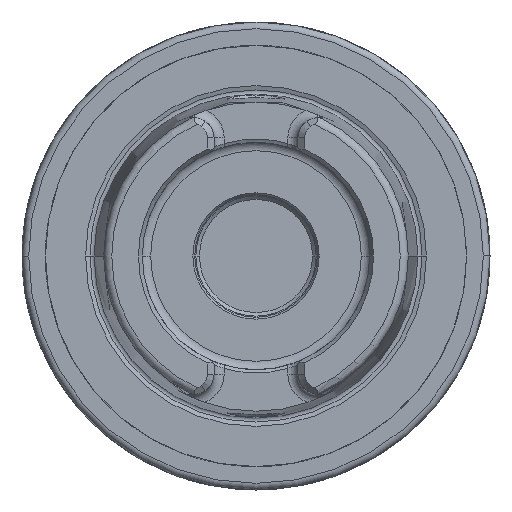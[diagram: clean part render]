
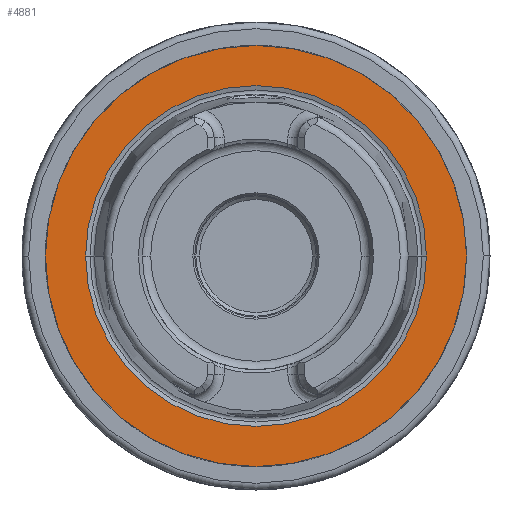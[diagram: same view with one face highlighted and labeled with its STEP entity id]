
A CAD part, left-side view. The second image highlights one B-rep face of the part: STEP entity #4881.
In plain terms, the highlighted planar face has unit normal (-1, 0, 0).
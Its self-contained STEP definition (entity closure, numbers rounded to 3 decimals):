
#1068=CARTESIAN_POINT('',(0.,0.,0.));
#1069=DIRECTION('',(1.,0.,0.));
#1070=DIRECTION('',(0.,1.,0.));
#1071=AXIS2_PLACEMENT_3D('',#1068,#1069,#1070);
#1073=CARTESIAN_POINT('',(0.,0.,0.));
#1074=DIRECTION('',(-1.,0.,0.));
#1075=DIRECTION('',(0.,1.,0.));
#1076=AXIS2_PLACEMENT_3D('',#1073,#1074,#1075);
#1078=CARTESIAN_POINT('',(0.,0.,0.));
#1079=DIRECTION('',(-1.,0.,0.));
#1080=DIRECTION('',(0.,-1.,0.));
#1081=AXIS2_PLACEMENT_3D('',#1078,#1079,#1080);
#1083=CARTESIAN_POINT('',(0.,0.,0.));
#1084=DIRECTION('',(-1.,0.,0.));
#1085=DIRECTION('',(0.,1.,0.));
#1086=AXIS2_PLACEMENT_3D('',#1083,#1084,#1085);
#3069=CARTESIAN_POINT('',(0.,31.5,0.));
#3070=CARTESIAN_POINT('',(0.,-31.5,0.));
#3071=VERTEX_POINT('',#3069);
#3072=VERTEX_POINT('',#3070);
#3097=CARTESIAN_POINT('',(0.,-25.49,0.));
#3098=VERTEX_POINT('',#3097);
#3099=CARTESIAN_POINT('',(0.,25.49,0.));
#3100=VERTEX_POINT('',#3099);
#4866=CARTESIAN_POINT('',(0.,0.,0.));
#4867=DIRECTION('',(1.,0.,0.));
#4868=DIRECTION('',(0.,-1.,0.));
#4869=AXIS2_PLACEMENT_3D('',#4866,#4867,#4868);
#4870=PLANE('',#4869);
#4872=ORIENTED_EDGE('',*,*,#4871,.T.);
#4874=ORIENTED_EDGE('',*,*,#4873,.F.);
#4875=EDGE_LOOP('',(#4872,#4874));
#4876=FACE_OUTER_BOUND('',#4875,.F.);
#4877=ORIENTED_EDGE('',*,*,#4861,.T.);
#4878=ORIENTED_EDGE('',*,*,#4845,.T.);
#4879=EDGE_LOOP('',(#4877,#4878));
#4880=FACE_BOUND('',#4879,.F.);
#4881=ADVANCED_FACE('',(#4876,#4880),#4870,.F.);
#1072=CIRCLE('',#1071,31.5);
#1077=CIRCLE('',#1076,31.5);
#1082=CIRCLE('',#1081,25.49);
#1087=CIRCLE('',#1086,25.49);
#4845=EDGE_CURVE('',#3100,#3098,#1087,.T.);
#4861=EDGE_CURVE('',#3098,#3100,#1082,.T.);
#4871=EDGE_CURVE('',#3071,#3072,#1072,.T.);
#4873=EDGE_CURVE('',#3071,#3072,#1077,.T.);
